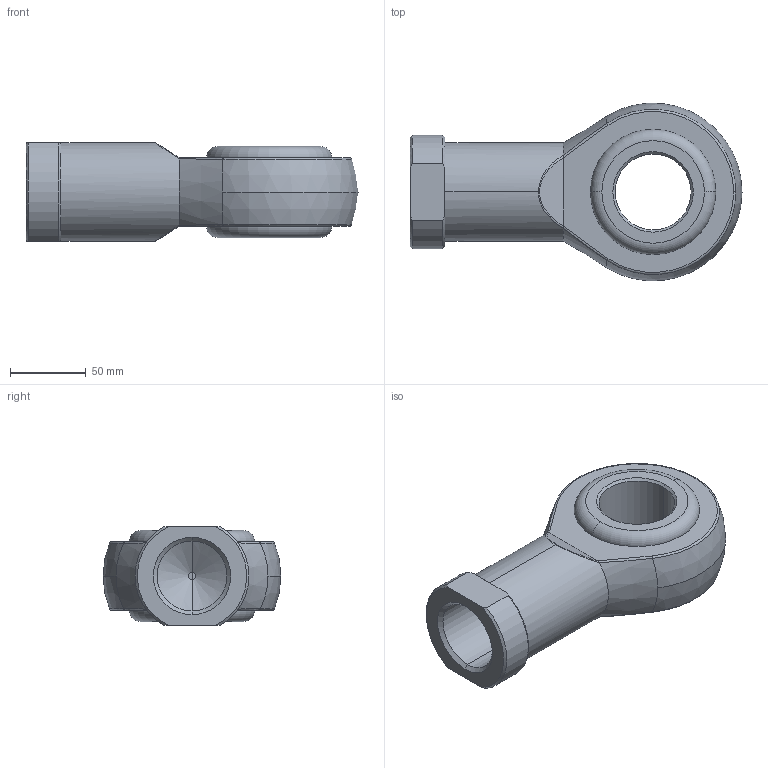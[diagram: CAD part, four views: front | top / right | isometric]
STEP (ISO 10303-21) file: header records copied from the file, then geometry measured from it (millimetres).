
FILE_DESCRIPTION (( 'STEP AP214' ), '1' );
FILE_NAME ('320-KMB-RE-(50) .STEP', '2013-07-24T05:47:35', ( '' ), ( '' ), 'SwSTEP 2.0', 'SolidWorks 2010', '' );
FILE_SCHEMA (( 'AUTOMOTIVE_DESIGN' ));
Length unit declared in the file: millimetre
Products named in the file (1): 320-KMB-RE-(50) 
Bounding box: 218.5 x 116.79 x 65 mm (x, y, z)
Volume: 641486.5 mm3; surface area: 79260.3 mm2
Topology: 1 solids, 1 shells, 54 faces, 126 edges, 77 vertices
Faces by surface type: cone 14, cylinder 12, plane 11, bspline 8, torus 7, sphere 2
Entity records: 1951 total; most frequent: CARTESIAN_POINT 724, ORIENTED_EDGE 252, DIRECTION 241, EDGE_CURVE 126, AXIS2_PLACEMENT_3D 106, VERTEX_POINT 77, CIRCLE 59, EDGE_LOOP 59
